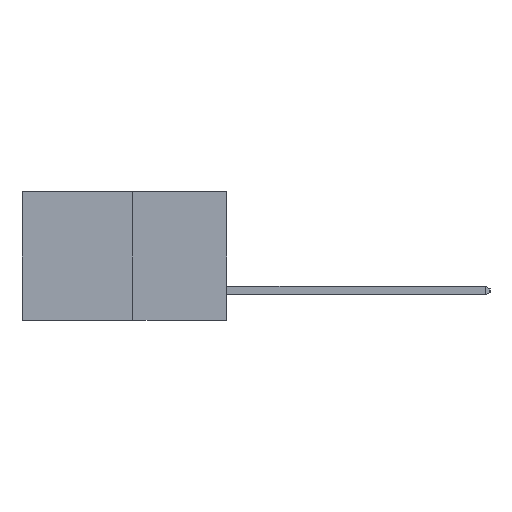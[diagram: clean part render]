
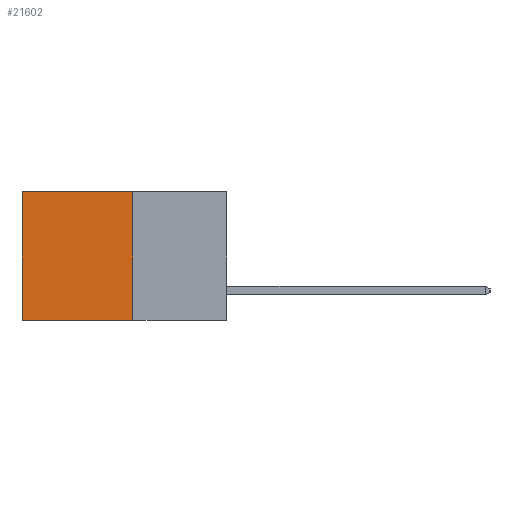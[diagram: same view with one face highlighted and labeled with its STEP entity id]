
A CAD part, left-side view. The second image highlights one B-rep face of the part: STEP entity #21602.
In plain terms, the highlighted planar face has unit normal (-1, 0, 0).
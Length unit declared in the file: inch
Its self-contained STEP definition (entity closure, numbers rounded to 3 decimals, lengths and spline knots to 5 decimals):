
#1204 = CARTESIAN_POINT ( 'NONE',  ( 0.277, 0.27, -0.37 ) ) ;
#2027 = EDGE_LOOP ( 'NONE', ( #11217, #19023, #11037, #21447 ) ) ;
#2607 = DIRECTION ( 'NONE',  ( 0., 0., -1. ) ) ;
#3341 = VERTEX_POINT ( 'NONE', #9284 ) ;
#4786 = CARTESIAN_POINT ( 'NONE',  ( 0.277, 0.27, -0.37 ) ) ;
#5356 = EDGE_CURVE ( 'NONE', #20325, #9916, #13439, .T. ) ;
#5698 = CARTESIAN_POINT ( 'NONE',  ( 0.277, 0.27, 0. ) ) ;
#6596 = DIRECTION ( 'NONE',  ( 0., 0., -1. ) ) ;
#7683 = CARTESIAN_POINT ( 'NONE',  ( 0.277, 0.27, -0.37 ) ) ;
#8268 = VECTOR ( 'NONE', #18120, 39.37008 ) ;
#9284 = CARTESIAN_POINT ( 'NONE',  ( 0.277, 0.59, 0. ) ) ;
#9394 = EDGE_CURVE ( 'NONE', #9916, #21598, #20549, .T. ) ;
#9476 = DIRECTION ( 'NONE',  ( 0., 1., 0. ) ) ;
#9851 = CARTESIAN_POINT ( 'NONE',  ( 0.277, 0.27, 0. ) ) ;
#9916 = VERTEX_POINT ( 'NONE', #10268 ) ;
#10195 = EDGE_CURVE ( 'NONE', #20325, #3341, #21773, .T. ) ;
#10268 = CARTESIAN_POINT ( 'NONE',  ( 0.277, 0.27, -0.37 ) ) ;
#11037 = ORIENTED_EDGE ( 'NONE', *, *, #5356, .F. ) ;
#11217 = ORIENTED_EDGE ( 'NONE', *, *, #20038, .T. ) ;
#12155 = DIRECTION ( 'NONE',  ( 0., 0., -1. ) ) ;
#13439 = LINE ( 'NONE', #1204, #22122 ) ;
#15244 = CARTESIAN_POINT ( 'NONE',  ( 0.277, 0.59, -0.37 ) ) ;
#15290 = CARTESIAN_POINT ( 'NONE',  ( 0.277, 0.59, -0.37 ) ) ;
#15428 = VECTOR ( 'NONE', #9476, 39.37008 ) ;
#15488 = PLANE ( 'NONE',  #22882 ) ;
#16859 = FACE_OUTER_BOUND ( 'NONE', #2027, .T. ) ;
#17253 = DIRECTION ( 'NONE',  ( 1., 0., 0. ) ) ;
#17754 = VECTOR ( 'NONE', #2607, 39.37008 ) ;
#18120 = DIRECTION ( 'NONE',  ( 0., 1., 0. ) ) ;
#19023 = ORIENTED_EDGE ( 'NONE', *, *, #9394, .F. ) ;
#20038 = EDGE_CURVE ( 'NONE', #3341, #21598, #22354, .T. ) ;
#20325 = VERTEX_POINT ( 'NONE', #9851 ) ;
#20549 = LINE ( 'NONE', #7683, #15428 ) ;
#21447 = ORIENTED_EDGE ( 'NONE', *, *, #10195, .T. ) ;
#21598 = VERTEX_POINT ( 'NONE', #15290 ) ;
#21602 = ADVANCED_FACE ( 'NONE', ( #16859 ), #15488, .F. ) ;
#21773 = LINE ( 'NONE', #5698, #8268 ) ;
#22122 = VECTOR ( 'NONE', #12155, 39.37008 ) ;
#22354 = LINE ( 'NONE', #15244, #17754 ) ;
#22882 = AXIS2_PLACEMENT_3D ( 'NONE', #4786, #17253, #6596 ) ;
